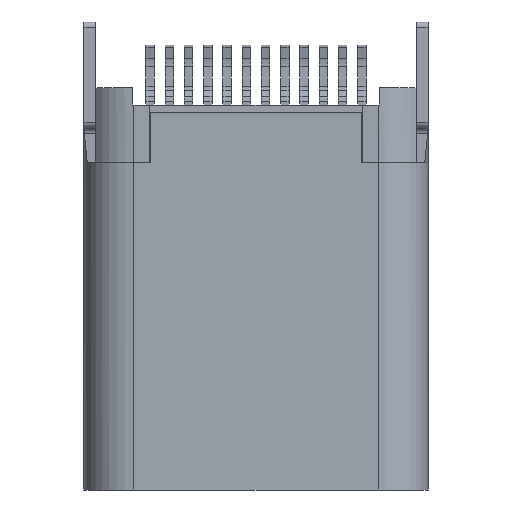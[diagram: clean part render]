
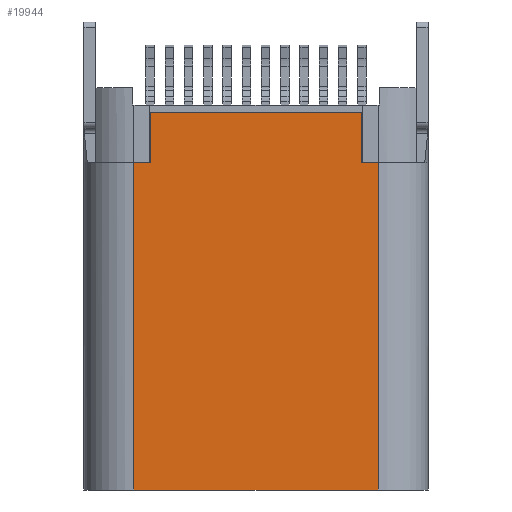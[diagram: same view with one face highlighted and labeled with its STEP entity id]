
A CAD part, front view. The second image highlights one B-rep face of the part: STEP entity #19944.
In plain terms, the highlighted planar face has unit normal (0, -1, 0).
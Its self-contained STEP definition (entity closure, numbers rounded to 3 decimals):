
#149=PLANE('',#21068);
#1017=FACE_OUTER_BOUND('',#2112,.T.);
#2112=EDGE_LOOP('',(#14607,#14608,#14609,#14610,#14611,#14612,#14613,#14614));
#3126=LINE('',#27896,#5710);
#3815=LINE('',#29600,#6399);
#3819=LINE('',#29608,#6403);
#3837=LINE('',#29728,#6421);
#3838=LINE('',#29731,#6422);
#3839=LINE('',#29733,#6423);
#3840=LINE('',#29734,#6424);
#3841=LINE('',#29735,#6425);
#5710=VECTOR('',#22432,6.34);
#6399=VECTOR('',#23279,0.42);
#6403=VECTOR('',#23283,0.42);
#6421=VECTOR('',#23335,8.5);
#6422=VECTOR('',#23338,1.3);
#6423=VECTOR('',#23339,5.5);
#6424=VECTOR('',#23340,1.3);
#6425=VECTOR('',#23341,8.5);
#8686=VERTEX_POINT('',#27893);
#8687=VERTEX_POINT('',#27895);
#9414=VERTEX_POINT('',#29597);
#9415=VERTEX_POINT('',#29599);
#9418=VERTEX_POINT('',#29605);
#9419=VERTEX_POINT('',#29607);
#9427=VERTEX_POINT('',#29730);
#9428=VERTEX_POINT('',#29732);
#10694=EDGE_CURVE('',#8686,#8687,#3126,.T.);
#11453=EDGE_CURVE('',#9415,#9414,#3815,.T.);
#11457=EDGE_CURVE('',#9418,#9419,#3819,.T.);
#11481=EDGE_CURVE('',#8686,#9419,#3837,.T.);
#11482=EDGE_CURVE('',#9418,#9427,#3838,.T.);
#11483=EDGE_CURVE('',#9427,#9428,#3839,.T.);
#11484=EDGE_CURVE('',#9415,#9428,#3840,.T.);
#11485=EDGE_CURVE('',#9414,#8687,#3841,.T.);
#14607=ORIENTED_EDGE('',*,*,#11482,.T.);
#14608=ORIENTED_EDGE('',*,*,#11483,.T.);
#14609=ORIENTED_EDGE('',*,*,#11484,.F.);
#14610=ORIENTED_EDGE('',*,*,#11453,.T.);
#14611=ORIENTED_EDGE('',*,*,#11485,.T.);
#14612=ORIENTED_EDGE('',*,*,#10694,.F.);
#14613=ORIENTED_EDGE('',*,*,#11481,.T.);
#14614=ORIENTED_EDGE('',*,*,#11457,.F.);
#19944=ADVANCED_FACE('',(#1017),#149,.T.);
#21068=AXIS2_PLACEMENT_3D('',#29729,#23336,#23337);
#22432=DIRECTION('',(-1.,0.,0.));
#23279=DIRECTION('',(-1.,0.,0.));
#23283=DIRECTION('',(1.,0.,0.));
#23335=DIRECTION('',(0.,0.,1.));
#23336=DIRECTION('center_axis',(0.,-1.,0.));
#23337=DIRECTION('ref_axis',(0.,0.,-1.));
#23338=DIRECTION('',(0.,0.,1.));
#23339=DIRECTION('',(-1.,0.,0.));
#23340=DIRECTION('',(0.,0.,1.));
#23341=DIRECTION('',(0.,0.,-1.));
#27893=CARTESIAN_POINT('',(3.17,-1.58,0.));
#27895=CARTESIAN_POINT('',(-3.17,-1.58,0.));
#27896=CARTESIAN_POINT('',(3.17,-1.58,0.));
#29597=CARTESIAN_POINT('',(-3.17,-1.58,8.5));
#29599=CARTESIAN_POINT('',(-2.75,-1.58,8.5));
#29600=CARTESIAN_POINT('',(-2.75,-1.58,8.5));
#29605=CARTESIAN_POINT('',(2.75,-1.58,8.5));
#29607=CARTESIAN_POINT('',(3.17,-1.58,8.5));
#29608=CARTESIAN_POINT('',(2.75,-1.58,8.5));
#29728=CARTESIAN_POINT('',(3.17,-1.58,0.));
#29729=CARTESIAN_POINT('Origin',(-4.47,-1.58,0.));
#29730=CARTESIAN_POINT('',(2.75,-1.58,9.8));
#29731=CARTESIAN_POINT('',(2.75,-1.58,8.5));
#29732=CARTESIAN_POINT('',(-2.75,-1.58,9.8));
#29733=CARTESIAN_POINT('',(2.75,-1.58,9.8));
#29734=CARTESIAN_POINT('',(-2.75,-1.58,8.5));
#29735=CARTESIAN_POINT('',(-3.17,-1.58,8.5));
